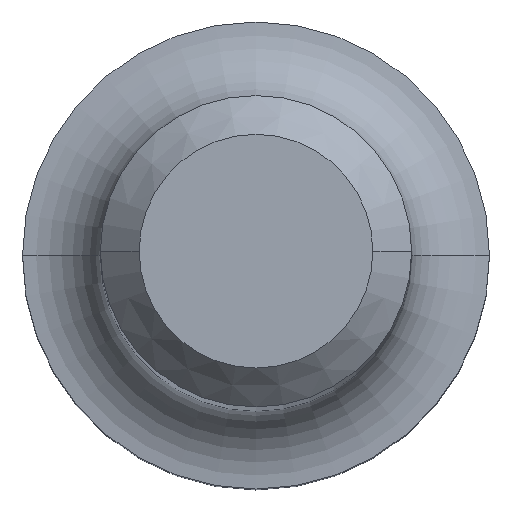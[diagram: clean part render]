
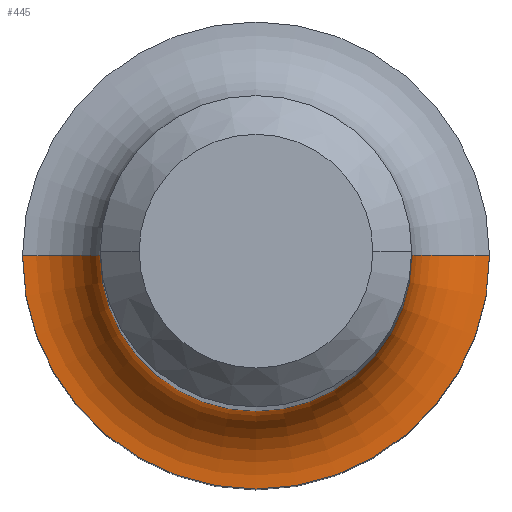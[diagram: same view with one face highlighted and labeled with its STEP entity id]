
A CAD part, top view. The second image highlights one B-rep face of the part: STEP entity #445.
In plain terms, the highlighted toroidal (fillet/blend) face has major radius 4.763 mm and minor radius 1.587 mm.
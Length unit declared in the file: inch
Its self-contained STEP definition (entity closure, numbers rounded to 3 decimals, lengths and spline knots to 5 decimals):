
#21 = EDGE_CURVE ( 'NONE', #61, #251, #110, .T. ) ;
#42 = EDGE_CURVE ( 'NONE', #415, #251, #504, .T. ) ;
#50 = CARTESIAN_POINT ( 'NONE',  ( -0.125, 0., -1.9305 ) ) ;
#61 = VERTEX_POINT ( 'NONE', #446 ) ;
#77 = DIRECTION ( 'NONE',  ( 1., 0., 0. ) ) ;
#93 = TOROIDAL_SURFACE ( 'NONE', #382, 0.1875, 0.0625 ) ;
#94 = ORIENTED_EDGE ( 'NONE', *, *, #342, .T. ) ;
#96 = CARTESIAN_POINT ( 'NONE',  ( 0., 0., -1.993 ) ) ;
#99 = DIRECTION ( 'NONE',  ( 0., 0., 1. ) ) ;
#100 = ORIENTED_EDGE ( 'NONE', *, *, #42, .F. ) ;
#102 = FACE_OUTER_BOUND ( 'NONE', #139, .T. ) ;
#110 = CIRCLE ( 'NONE', #307, 0.1875 ) ;
#114 = CARTESIAN_POINT ( 'NONE',  ( 0., 0., -1.9305 ) ) ;
#139 = EDGE_LOOP ( 'NONE', ( #320, #94, #417, #100 ) ) ;
#164 = EDGE_CURVE ( 'NONE', #514, #415, #317, .T. ) ;
#224 = DIRECTION ( 'NONE',  ( 0., -1., 0. ) ) ;
#230 = DIRECTION ( 'NONE',  ( 0., 0., 1. ) ) ;
#249 = DIRECTION ( 'NONE',  ( 0., 0., 1. ) ) ;
#251 = VERTEX_POINT ( 'NONE', #275 ) ;
#275 = CARTESIAN_POINT ( 'NONE',  ( 0.1875, 0., -1.993 ) ) ;
#281 = DIRECTION ( 'NONE',  ( 0., 1., 0. ) ) ;
#307 = AXIS2_PLACEMENT_3D ( 'NONE', #96, #99, #418 ) ;
#317 = CIRCLE ( 'NONE', #461, 0.125 ) ;
#320 = ORIENTED_EDGE ( 'NONE', *, *, #164, .F. ) ;
#325 = CARTESIAN_POINT ( 'NONE',  ( 0.125, 0., -1.9305 ) ) ;
#336 = DIRECTION ( 'NONE',  ( 1., 0., 0. ) ) ;
#342 = EDGE_CURVE ( 'NONE', #514, #61, #443, .T. ) ;
#372 = CARTESIAN_POINT ( 'NONE',  ( 0.1875, 0., -1.9305 ) ) ;
#382 = AXIS2_PLACEMENT_3D ( 'NONE', #447, #249, #336 ) ;
#383 = DIRECTION ( 'NONE',  ( -1., 0., 0. ) ) ;
#388 = AXIS2_PLACEMENT_3D ( 'NONE', #513, #281, #383 ) ;
#415 = VERTEX_POINT ( 'NONE', #325 ) ;
#417 = ORIENTED_EDGE ( 'NONE', *, *, #21, .T. ) ;
#418 = DIRECTION ( 'NONE',  ( 1., 0., 0. ) ) ;
#435 = AXIS2_PLACEMENT_3D ( 'NONE', #372, #224, #484 ) ;
#443 = CIRCLE ( 'NONE', #388, 0.0625 ) ;
#445 = ADVANCED_FACE ( 'NONE', ( #102 ), #93, .F. ) ;
#446 = CARTESIAN_POINT ( 'NONE',  ( -0.1875, 0., -1.993 ) ) ;
#447 = CARTESIAN_POINT ( 'NONE',  ( 0., 0., -1.9305 ) ) ;
#461 = AXIS2_PLACEMENT_3D ( 'NONE', #114, #230, #77 ) ;
#484 = DIRECTION ( 'NONE',  ( 1., 0., 0. ) ) ;
#504 = CIRCLE ( 'NONE', #435, 0.0625 ) ;
#513 = CARTESIAN_POINT ( 'NONE',  ( -0.1875, 0., -1.9305 ) ) ;
#514 = VERTEX_POINT ( 'NONE', #50 ) ;
